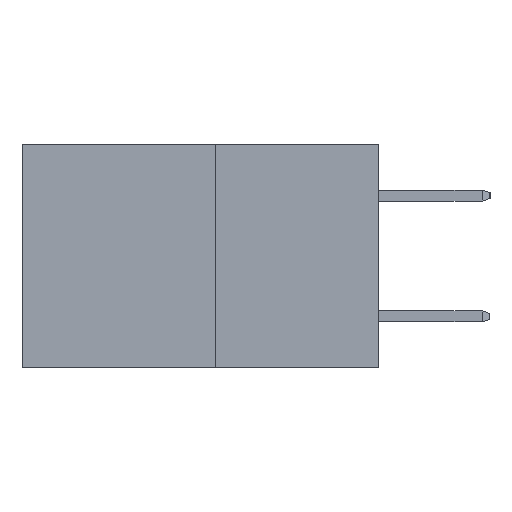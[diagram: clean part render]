
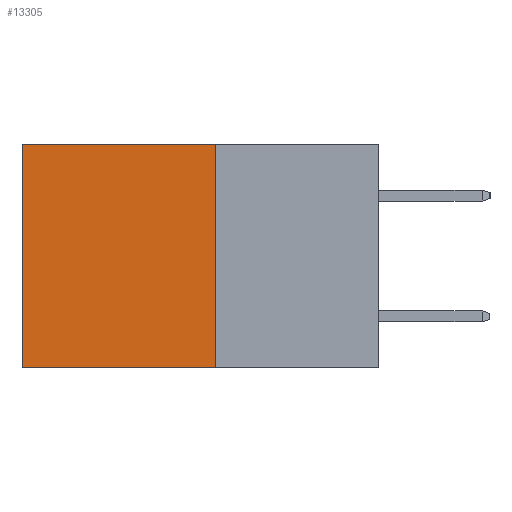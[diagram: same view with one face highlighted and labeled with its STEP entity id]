
A CAD part, left-side view. The second image highlights one B-rep face of the part: STEP entity #13305.
In plain terms, the highlighted planar face has unit normal (-1, 0, 0).
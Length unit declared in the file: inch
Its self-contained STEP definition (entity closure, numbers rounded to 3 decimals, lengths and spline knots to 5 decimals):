
#464 = CARTESIAN_POINT ( 'NONE',  ( 0.277, 0.27, 0. ) ) ;
#2435 = EDGE_CURVE ( 'NONE', #3110, #13521, #10119, .T. ) ;
#3031 = CARTESIAN_POINT ( 'NONE',  ( 0.277, 0.27, 0. ) ) ;
#3075 = CARTESIAN_POINT ( 'NONE',  ( 0.277, 0.27, -0.37 ) ) ;
#3110 = VERTEX_POINT ( 'NONE', #11811 ) ;
#4313 = DIRECTION ( 'NONE',  ( 0., 0., -1. ) ) ;
#4383 = CARTESIAN_POINT ( 'NONE',  ( 0.277, 0.27, -0.37 ) ) ;
#5773 = LINE ( 'NONE', #464, #14490 ) ;
#7076 = VECTOR ( 'NONE', #8300, 39.37008 ) ;
#7481 = VERTEX_POINT ( 'NONE', #3031 ) ;
#7511 = VECTOR ( 'NONE', #9872, 39.37008 ) ;
#8049 = AXIS2_PLACEMENT_3D ( 'NONE', #3075, #11175, #4313 ) ;
#8300 = DIRECTION ( 'NONE',  ( 0., 0., -1. ) ) ;
#8540 = LINE ( 'NONE', #8838, #11119 ) ;
#8653 = EDGE_CURVE ( 'NONE', #7481, #10234, #8540, .T. ) ;
#8838 = CARTESIAN_POINT ( 'NONE',  ( 0.277, 0.27, -0.37 ) ) ;
#8994 = CARTESIAN_POINT ( 'NONE',  ( 0.277, 0.59, -0.37 ) ) ;
#9870 = DIRECTION ( 'NONE',  ( 0., 1., 0. ) ) ;
#9872 = DIRECTION ( 'NONE',  ( 0., 1., 0. ) ) ;
#10006 = EDGE_CURVE ( 'NONE', #7481, #3110, #5773, .T. ) ;
#10095 = PLANE ( 'NONE',  #8049 ) ;
#10119 = LINE ( 'NONE', #8994, #7076 ) ;
#10234 = VERTEX_POINT ( 'NONE', #4383 ) ;
#10371 = CARTESIAN_POINT ( 'NONE',  ( 0.277, 0.59, -0.37 ) ) ;
#10917 = ORIENTED_EDGE ( 'NONE', *, *, #2435, .T. ) ;
#11119 = VECTOR ( 'NONE', #12052, 39.37008 ) ;
#11175 = DIRECTION ( 'NONE',  ( 1., 0., 0. ) ) ;
#11507 = ORIENTED_EDGE ( 'NONE', *, *, #12491, .F. ) ;
#11737 = ORIENTED_EDGE ( 'NONE', *, *, #8653, .F. ) ;
#11755 = EDGE_LOOP ( 'NONE', ( #10917, #11507, #11737, #11953 ) ) ;
#11811 = CARTESIAN_POINT ( 'NONE',  ( 0.277, 0.59, 0. ) ) ;
#11953 = ORIENTED_EDGE ( 'NONE', *, *, #10006, .T. ) ;
#12052 = DIRECTION ( 'NONE',  ( 0., 0., -1. ) ) ;
#12491 = EDGE_CURVE ( 'NONE', #10234, #13521, #13358, .T. ) ;
#13048 = CARTESIAN_POINT ( 'NONE',  ( 0.277, 0.27, -0.37 ) ) ;
#13305 = ADVANCED_FACE ( 'NONE', ( #13970 ), #10095, .F. ) ;
#13358 = LINE ( 'NONE', #13048, #7511 ) ;
#13521 = VERTEX_POINT ( 'NONE', #10371 ) ;
#13970 = FACE_OUTER_BOUND ( 'NONE', #11755, .T. ) ;
#14490 = VECTOR ( 'NONE', #9870, 39.37008 ) ;
